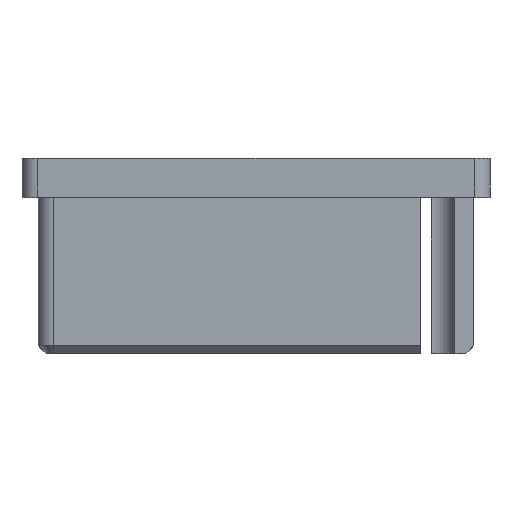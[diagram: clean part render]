
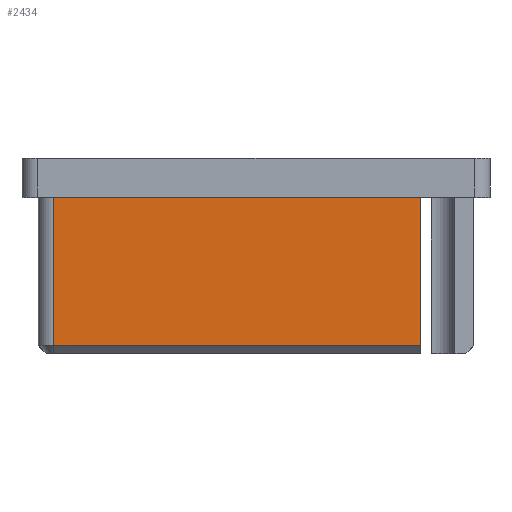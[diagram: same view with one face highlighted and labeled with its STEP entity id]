
A CAD part, top view. The second image highlights one B-rep face of the part: STEP entity #2434.
In plain terms, the highlighted planar face has unit normal (0, 0, 1).
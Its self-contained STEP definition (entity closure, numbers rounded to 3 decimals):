
#333 = CARTESIAN_POINT ( 'NONE',  ( 21.1, 0., 17.9 ) ) ;
#623 = VERTEX_POINT ( 'NONE', #333 ) ;
#1113 = DIRECTION ( 'NONE',  ( -1., 0., 0. ) ) ;
#1288 = DIRECTION ( 'NONE',  ( -1., 0., 0. ) ) ;
#2181 = CARTESIAN_POINT ( 'NONE',  ( 21.1, -19., 17.9 ) ) ;
#2434 = ADVANCED_FACE ( 'NONE', ( #8712 ), #11497, .F. ) ;
#2470 = LINE ( 'NONE', #13613, #5932 ) ;
#2709 = EDGE_CURVE ( 'NONE', #14515, #4930, #2470, .T. ) ;
#2824 = CARTESIAN_POINT ( 'NONE',  ( 21.1, -19., 17.9 ) ) ;
#3204 = DIRECTION ( 'NONE',  ( 1., 0., 0. ) ) ;
#3769 = CARTESIAN_POINT ( 'NONE',  ( -25.9, 0., 17.9 ) ) ;
#3868 = LINE ( 'NONE', #14869, #4963 ) ;
#4377 = CARTESIAN_POINT ( 'NONE',  ( -27.9, -20., 17.9 ) ) ;
#4471 = DIRECTION ( 'NONE',  ( 0., 0., -1. ) ) ;
#4512 = VERTEX_POINT ( 'NONE', #2824 ) ;
#4930 = VERTEX_POINT ( 'NONE', #8045 ) ;
#4963 = VECTOR ( 'NONE', #5462, 1000. ) ;
#5462 = DIRECTION ( 'NONE',  ( 0., 1., 0. ) ) ;
#5844 = ORIENTED_EDGE ( 'NONE', *, *, #2709, .T. ) ;
#5922 = CARTESIAN_POINT ( 'NONE',  ( -27.9, 0., 17.9 ) ) ;
#5932 = VECTOR ( 'NONE', #10203, 1000. ) ;
#6468 = VECTOR ( 'NONE', #1288, 1000. ) ;
#6485 = ORIENTED_EDGE ( 'NONE', *, *, #11447, .T. ) ;
#7839 = EDGE_LOOP ( 'NONE', ( #5844, #12505, #13553, #6485 ) ) ;
#8045 = CARTESIAN_POINT ( 'NONE',  ( -25.9, -19., 17.9 ) ) ;
#8712 = FACE_OUTER_BOUND ( 'NONE', #7839, .T. ) ;
#9387 = LINE ( 'NONE', #5922, #6468 ) ;
#9714 = VECTOR ( 'NONE', #3204, 1000. ) ;
#9917 = LINE ( 'NONE', #2181, #9714 ) ;
#10203 = DIRECTION ( 'NONE',  ( 0., -1., 0. ) ) ;
#11447 = EDGE_CURVE ( 'NONE', #623, #14515, #9387, .T. ) ;
#11497 = PLANE ( 'NONE',  #13901 ) ;
#12505 = ORIENTED_EDGE ( 'NONE', *, *, #14759, .T. ) ;
#13553 = ORIENTED_EDGE ( 'NONE', *, *, #14314, .T. ) ;
#13613 = CARTESIAN_POINT ( 'NONE',  ( -25.9, -20., 17.9 ) ) ;
#13901 = AXIS2_PLACEMENT_3D ( 'NONE', #4377, #4471, #1113 ) ;
#14314 = EDGE_CURVE ( 'NONE', #4512, #623, #3868, .T. ) ;
#14515 = VERTEX_POINT ( 'NONE', #3769 ) ;
#14759 = EDGE_CURVE ( 'NONE', #4930, #4512, #9917, .T. ) ;
#14869 = CARTESIAN_POINT ( 'NONE',  ( 21.1, -20., 17.9 ) ) ;
